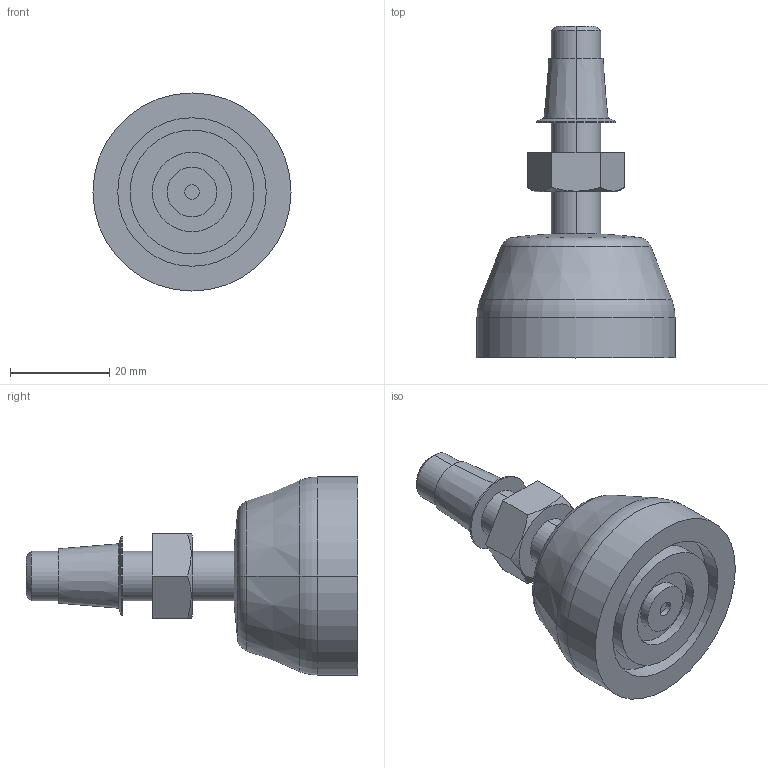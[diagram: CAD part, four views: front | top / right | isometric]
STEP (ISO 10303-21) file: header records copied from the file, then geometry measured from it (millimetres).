
FILE_DESCRIPTION (( 'STEP AP203' ), '1' );
FILE_NAME ('KC-1288-.STEP', '2018-03-05T05:07:24', ( '' ), ( '' ), 'SwSTEP 2.0', 'SolidWorks 2014', '' );
FILE_SCHEMA (( 'CONFIG_CONTROL_DESIGN' ));
Length unit declared in the file: millimetre
Products named in the file (4): KC-1288-1_シャフト; KC-1288_榋妏僫僢僩L8; KC-1288_摿庩僫僢僩M10; KC-1288-
Assembly tree (3 placements, depth 2):
  KC-1288-
    KC-1288-1_シャフト
    KC-1288_摿庩僫僢僩M10
    KC-1288_榋妏僫僢僩L8
Bounding box: 40 x 67 x 40 mm (x, y, z)
Volume: 30244.7 mm3; surface area: 8998.3 mm2
Topology: 3 solids, 3 shells, 53 faces, 112 edges, 70 vertices
Faces by surface type: cylinder 20, plane 17, cone 10, torus 4, sphere 2
Entity records: 1910 total; most frequent: CARTESIAN_POINT 309, DIRECTION 284, ORIENTED_EDGE 224, AXIS2_PLACEMENT_3D 121, EDGE_CURVE 112, VERTEX_POINT 70, CIRCLE 62, EDGE_LOOP 62
